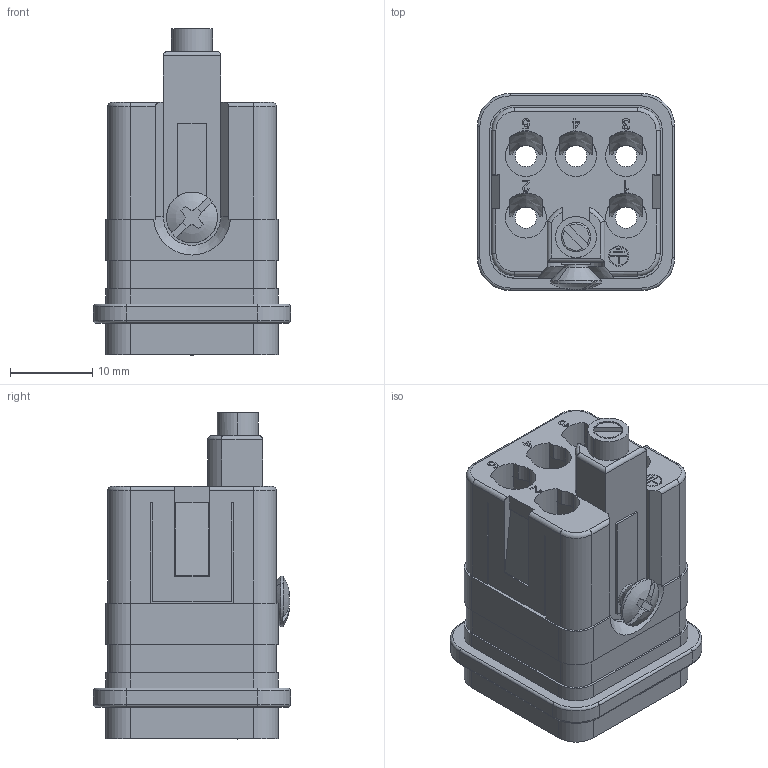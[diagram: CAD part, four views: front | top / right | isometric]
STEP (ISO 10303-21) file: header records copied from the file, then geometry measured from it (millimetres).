
FILE_DESCRIPTION(('Creo Elements/Direct Modeling STEP Export'),'2;1');
FILE_NAME('0ln7uvk5h1m42e54400','2022-02-03T12:16:19',(''),(''),'Creo Elements/Direct Modeling STEP processor for AP214 (Solid Model)','Creo Elements/Direct Modeling 20.1B 02-Apr-2019 (C) Parametric Technology GmbH','');
FILE_SCHEMA(('AUTOMOTIVE_DESIGN { 1 0 10303 214 1 1 1 1 }'));
Length unit declared in the file: millimetre
Products named in the file (2): RQM_05
Assembly tree (1 placements, depth 2):
  RQM_05
    RQM_05
Bounding box: 24 x 24 x 39.8 mm (x, y, z)
Volume: 7521.5 mm3; surface area: 7160.4 mm2
Topology: 1 solids, 1 shells, 381 faces, 1355 edges, 1012 vertices
Faces by surface type: plane 240, cylinder 109, torus 22, bspline 5, cone 3, sphere 2
Entity records: 19429 total; most frequent: CARTESIAN_POINT 4842, ORIENTED_EDGE 2710, DIRECTION 2056, EDGE_CURVE 1355, VERTEX_POINT 1012, VECTOR 996, LINE 996, AXIS2_PLACEMENT_3D 530
